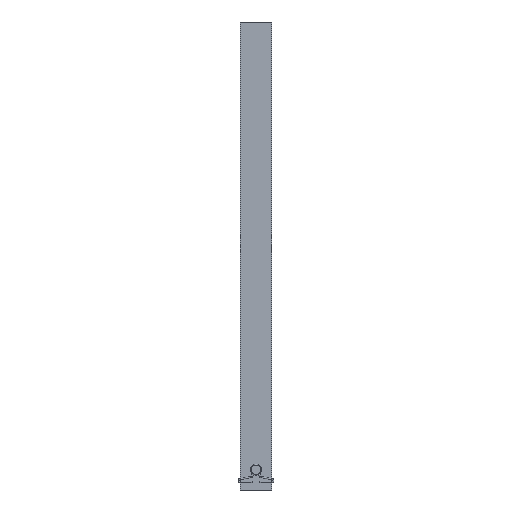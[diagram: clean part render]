
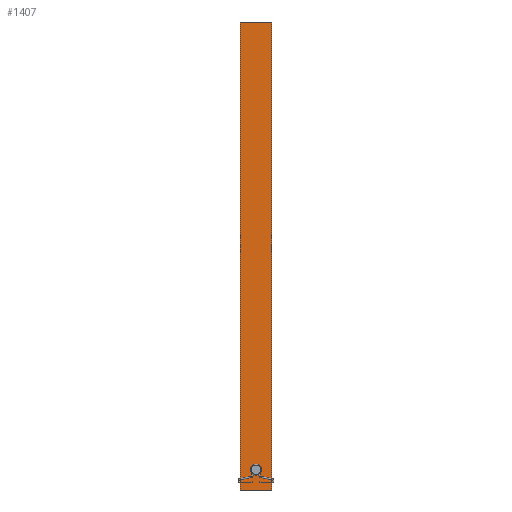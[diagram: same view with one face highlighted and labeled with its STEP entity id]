
A CAD part, left-side view. The second image highlights one B-rep face of the part: STEP entity #1407.
In plain terms, the highlighted planar face has unit normal (-1, 0, 0).
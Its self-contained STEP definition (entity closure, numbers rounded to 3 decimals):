
#41 = CARTESIAN_POINT ( 'NONE',  ( -0.5, 10., 0. ) ) ;
#68 = ORIENTED_EDGE ( 'NONE', *, *, #2260, .T. ) ;
#72 = VERTEX_POINT ( 'NONE', #782 ) ;
#111 = LINE ( 'NONE', #1086, #316 ) ;
#114 = ORIENTED_EDGE ( 'NONE', *, *, #637, .F. ) ;
#116 = EDGE_CURVE ( 'NONE', #1915, #1438, #111, .T. ) ;
#133 = ORIENTED_EDGE ( 'NONE', *, *, #1352, .F. ) ;
#182 = VERTEX_POINT ( 'NONE', #2578 ) ;
#316 = VECTOR ( 'NONE', #2052, 1000. ) ;
#325 = AXIS2_PLACEMENT_3D ( 'NONE', #2187, #1735, #2697 ) ;
#388 = ORIENTED_EDGE ( 'NONE', *, *, #1315, .T. ) ;
#412 = CARTESIAN_POINT ( 'NONE',  ( -0.5, 10., 300. ) ) ;
#469 = EDGE_CURVE ( 'NONE', #72, #2244, #1897, .T. ) ;
#474 = AXIS2_PLACEMENT_3D ( 'NONE', #1675, #3039, #2595 ) ;
#560 = LINE ( 'NONE', #1327, #1801 ) ;
#637 = EDGE_CURVE ( 'NONE', #2613, #1915, #560, .T. ) ;
#782 = CARTESIAN_POINT ( 'NONE',  ( -0.5, 2., 13. ) ) ;
#789 = ORIENTED_EDGE ( 'NONE', *, *, #116, .F. ) ;
#861 = DIRECTION ( 'NONE',  ( 0., -1., 0. ) ) ;
#873 = EDGE_LOOP ( 'NONE', ( #133, #1760 ) ) ;
#965 = DIRECTION ( 'NONE',  ( 1., 0., 0. ) ) ;
#1086 = CARTESIAN_POINT ( 'NONE',  ( -0.5, -10., 300. ) ) ;
#1092 = AXIS2_PLACEMENT_3D ( 'NONE', #3067, #965, #1428 ) ;
#1158 = LINE ( 'NONE', #2630, #2275 ) ;
#1315 = EDGE_CURVE ( 'NONE', #182, #1438, #2927, .T. ) ;
#1327 = CARTESIAN_POINT ( 'NONE',  ( -0.5, 10., 300. ) ) ;
#1352 = EDGE_CURVE ( 'NONE', #2244, #72, #2404, .T. ) ;
#1395 = CARTESIAN_POINT ( 'NONE',  ( -0.5, -2., 13. ) ) ;
#1407 = ADVANCED_FACE ( 'NONE', ( #3021, #1937 ), #2862, .F. ) ;
#1425 = DIRECTION ( 'NONE',  ( 0., -1., 0. ) ) ;
#1428 = DIRECTION ( 'NONE',  ( 0., 1., 0. ) ) ;
#1438 = VERTEX_POINT ( 'NONE', #3111 ) ;
#1653 = VECTOR ( 'NONE', #1425, 1000. ) ;
#1675 = CARTESIAN_POINT ( 'NONE',  ( -0.5, 0., 13. ) ) ;
#1735 = DIRECTION ( 'NONE',  ( -1., 0., 0. ) ) ;
#1760 = ORIENTED_EDGE ( 'NONE', *, *, #469, .F. ) ;
#1801 = VECTOR ( 'NONE', #861, 1000. ) ;
#1897 = CIRCLE ( 'NONE', #474, 2. ) ;
#1915 = VERTEX_POINT ( 'NONE', #2667 ) ;
#1937 = FACE_OUTER_BOUND ( 'NONE', #2599, .T. ) ;
#2052 = DIRECTION ( 'NONE',  ( 0., 0., -1. ) ) ;
#2187 = CARTESIAN_POINT ( 'NONE',  ( -0.5, 0., 13. ) ) ;
#2244 = VERTEX_POINT ( 'NONE', #1395 ) ;
#2260 = EDGE_CURVE ( 'NONE', #2613, #182, #1158, .T. ) ;
#2275 = VECTOR ( 'NONE', #2361, 1000. ) ;
#2361 = DIRECTION ( 'NONE',  ( 0., 0., -1. ) ) ;
#2404 = CIRCLE ( 'NONE', #325, 2. ) ;
#2578 = CARTESIAN_POINT ( 'NONE',  ( -0.5, 10., 0. ) ) ;
#2595 = DIRECTION ( 'NONE',  ( 0., 1., 0. ) ) ;
#2599 = EDGE_LOOP ( 'NONE', ( #388, #789, #114, #68 ) ) ;
#2613 = VERTEX_POINT ( 'NONE', #412 ) ;
#2630 = CARTESIAN_POINT ( 'NONE',  ( -0.5, 10., 300. ) ) ;
#2667 = CARTESIAN_POINT ( 'NONE',  ( -0.5, -10., 300. ) ) ;
#2697 = DIRECTION ( 'NONE',  ( 0., 1., 0. ) ) ;
#2862 = PLANE ( 'NONE',  #1092 ) ;
#2927 = LINE ( 'NONE', #41, #1653 ) ;
#3021 = FACE_BOUND ( 'NONE', #873, .T. ) ;
#3039 = DIRECTION ( 'NONE',  ( -1., 0., 0. ) ) ;
#3067 = CARTESIAN_POINT ( 'NONE',  ( -0.5, 10., 300. ) ) ;
#3111 = CARTESIAN_POINT ( 'NONE',  ( -0.5, -10., 0. ) ) ;
